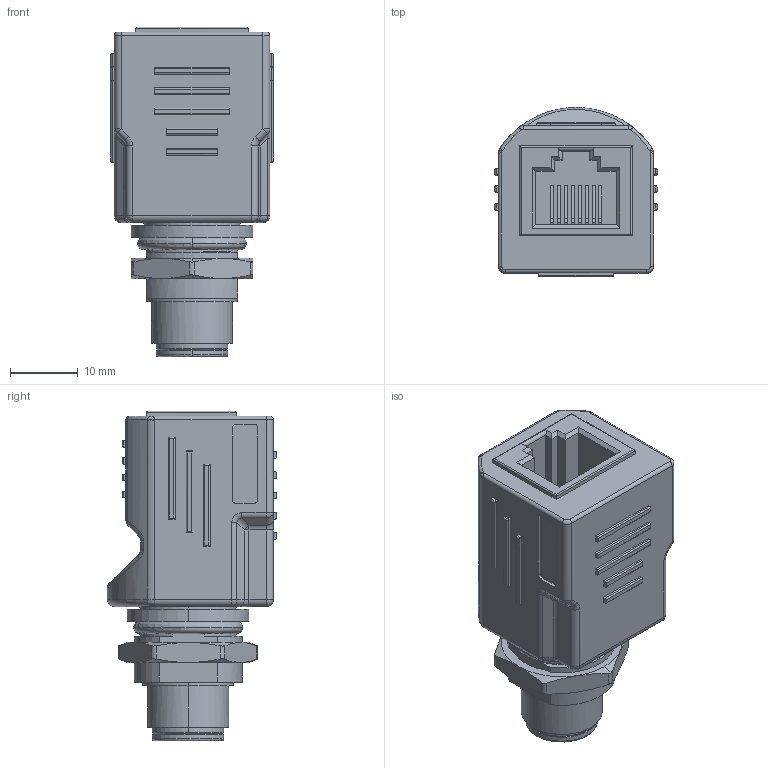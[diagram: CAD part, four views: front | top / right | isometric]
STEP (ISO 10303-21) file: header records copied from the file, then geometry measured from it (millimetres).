
FILE_DESCRIPTION(('CATIA V5 STEP Exchange','CAx-IF Rec.Pracs.--- Model Styling and Organization---1.4--- 2014-01-23'),'2;1');
FILE_NAME ('015486-3_0_1514970000_1514970000.stp','2020-04-20T07:01:50+00:00',('none'),('Weidmueller'),'CATIA Version 5-6 Release 2016 SP3 HF44','CATIA V5 STEP AP214','none');
FILE_SCHEMA(('AUTOMOTIVE_DESIGN { 1 0 10303 214 1 1 1 1 }'));
Length unit declared in the file: millimetre
Products named in the file (1): 1514970000
Bounding box: 24 x 25.05 x 48.85 mm (x, y, z)
Volume: 15421.7 mm3; surface area: 9369.9 mm2
Topology: 9 solids, 9 shells, 551 faces, 1381 edges, 861 vertices
Faces by surface type: plane 217, cylinder 193, bspline 48, cone 36, sphere 26, torus 23, extrusion 8
Entity records: 22834 total; most frequent: CARTESIAN_POINT 10809, ORIENTED_EDGE 2718, DIRECTION 1931, EDGE_CURVE 1357, VERTEX_POINT 859, AXIS2_PLACEMENT_3D 756, VECTOR 714, LINE 706
